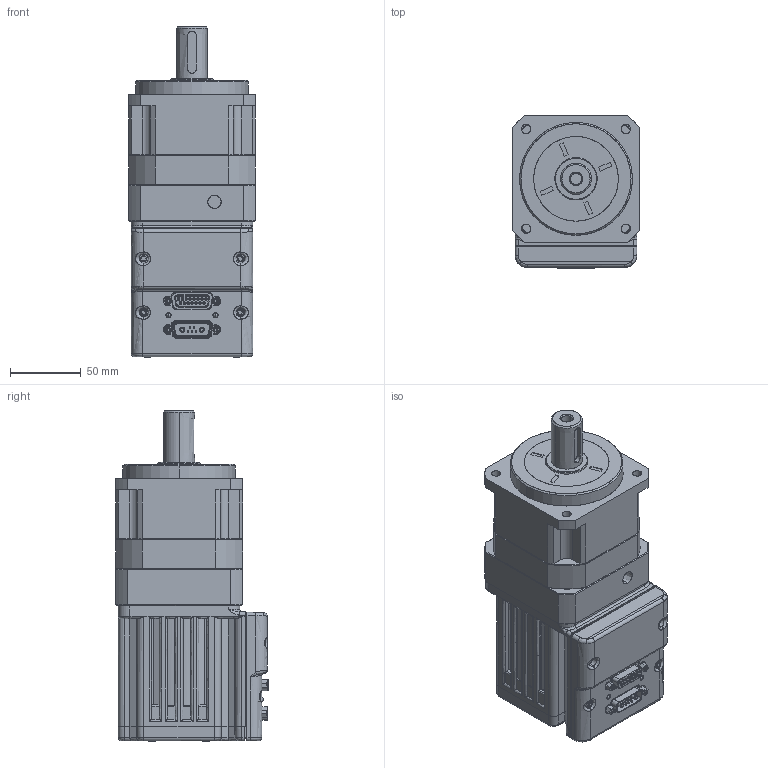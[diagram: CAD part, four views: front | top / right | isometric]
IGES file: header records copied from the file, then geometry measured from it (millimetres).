
Start section: SolidWorks IGES file using analytic representation for surfaces
Global section: file name: HER90-L1+SM34165DT.IGS; native system: SolidWorks 2013; preprocessor: SolidWorks 2013; author: user; date: 191218.232457; units: millimetre
Bounding box: 90 x 108.4 x 234.16 mm (x, y, z)
Surface area: 130219.9 mm2 (no closed solid volume)
Topology: 0 solids, 0 shells, 942 faces, 10497 edges, 10477 vertices
Faces by surface type: revolution 482, bspline 460
